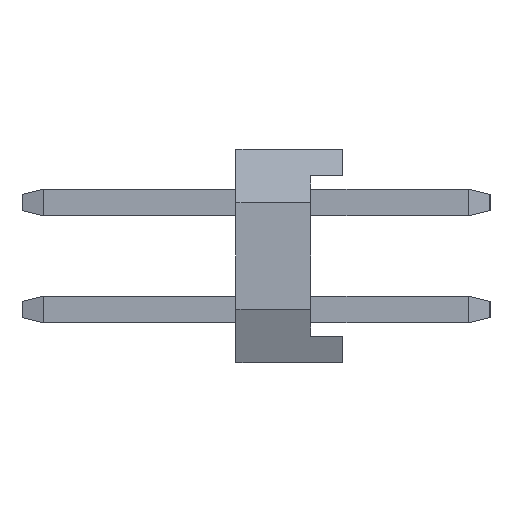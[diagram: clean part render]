
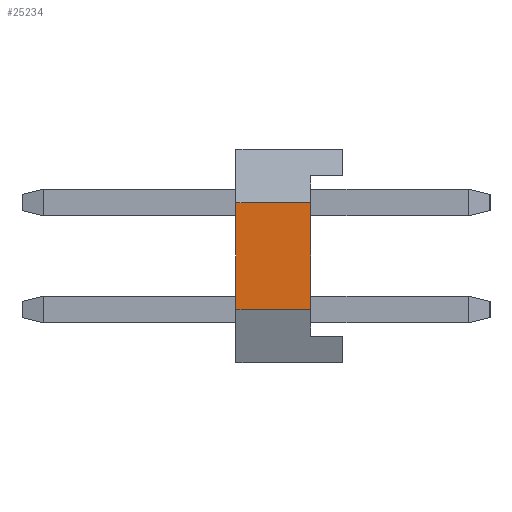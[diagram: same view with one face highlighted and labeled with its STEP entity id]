
A CAD part, left-side view. The second image highlights one B-rep face of the part: STEP entity #25234.
In plain terms, the highlighted planar face has unit normal (-1, 0, 0).
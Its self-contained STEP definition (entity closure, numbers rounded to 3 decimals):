
#3977=DIRECTION('',(0.,0.,1.));
#3978=VECTOR('',#3977,2.);
#3979=CARTESIAN_POINT('',(-32.,2.,-1.));
#3980=LINE('',#3979,#3978);
#5901=DIRECTION('',(0.,1.,0.));
#5902=VECTOR('',#5901,1.4);
#5903=CARTESIAN_POINT('',(-32.,0.6,-1.));
#5904=LINE('',#5903,#5902);
#5905=DIRECTION('',(0.,1.,0.));
#5906=VECTOR('',#5905,1.4);
#5907=CARTESIAN_POINT('',(-32.,0.6,1.));
#5908=LINE('',#5907,#5906);
#5909=DIRECTION('',(0.,0.,1.));
#5910=VECTOR('',#5909,2.);
#5911=CARTESIAN_POINT('',(-32.,0.6,-1.));
#5912=LINE('',#5911,#5910);
#15665=CARTESIAN_POINT('',(-32.,2.,-1.));
#15667=VERTEX_POINT('',#15665);
#15670=CARTESIAN_POINT('',(-32.,2.,1.));
#15672=VERTEX_POINT('',#15670);
#15677=CARTESIAN_POINT('',(-32.,0.6,-1.));
#15678=VERTEX_POINT('',#15677);
#15679=CARTESIAN_POINT('',(-32.,0.6,1.));
#15680=VERTEX_POINT('',#15679);
#25223=CARTESIAN_POINT('',(-32.,0.,-2.));
#25224=DIRECTION('',(-1.,0.,0.));
#25225=DIRECTION('',(0.,0.,1.));
#25226=AXIS2_PLACEMENT_3D('',#25223,#25224,#25225);
#25227=PLANE('',#25226);
#25228=ORIENTED_EDGE('',*,*,#21494,.T.);
#25229=ORIENTED_EDGE('',*,*,#21857,.T.);
#25230=ORIENTED_EDGE('',*,*,#25216,.F.);
#25231=ORIENTED_EDGE('',*,*,#20490,.F.);
#25232=EDGE_LOOP('',(#25228,#25229,#25230,#25231));
#25233=FACE_OUTER_BOUND('',#25232,.F.);
#20490=EDGE_CURVE('',#15678,#15680,#5912,.T.);
#21494=EDGE_CURVE('',#15678,#15667,#5904,.T.);
#21857=EDGE_CURVE('',#15667,#15672,#3980,.T.);
#25216=EDGE_CURVE('',#15680,#15672,#5908,.T.);
#25234=ADVANCED_FACE('',(#25233),#25227,.T.);
